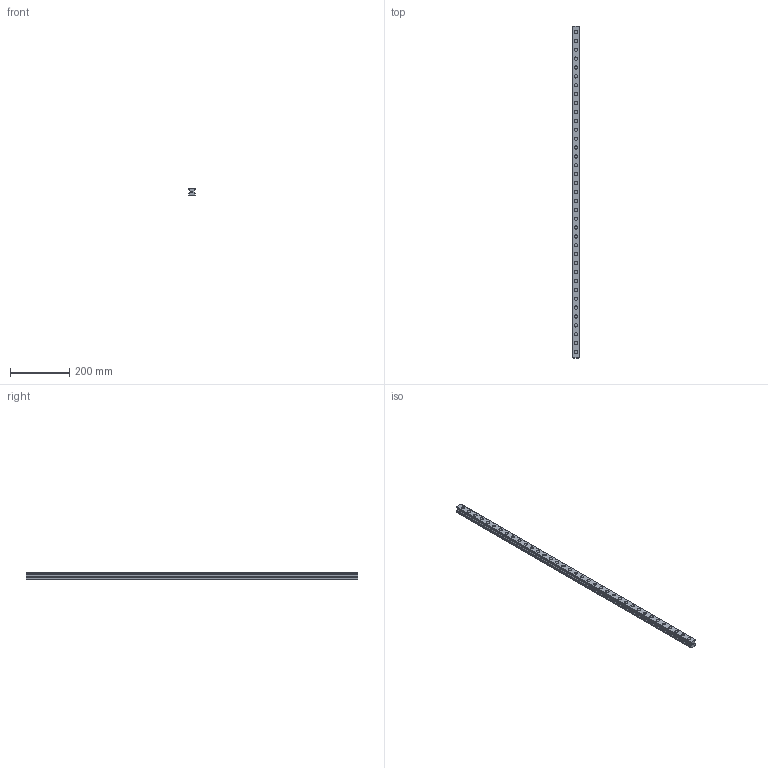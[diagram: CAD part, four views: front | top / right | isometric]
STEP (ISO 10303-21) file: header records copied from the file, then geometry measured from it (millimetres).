
FILE_DESCRIPTION(('STEP AP214'),'1');
FILE_NAME('cctmp_58AF310D-AEEF-42F6-8A3E-E2C52CC088BD_2021_03_11_09_41_28_0738..stp','2021-03-11T08:41:29',('HIWIN GmbH'),('CADClick - www.CADClick.com'),'Spatial InterOp 3D',' ','unknown authorization');
FILE_SCHEMA(('AUTOMOTIVE_DESIGN'));
Length unit declared in the file: millimetre
Products named in the file (1): RGR25R1120H_FILE
Bounding box: 23 x 1120 x 23.6 mm (x, y, z)
Volume: 449584.1 mm3; surface area: 139303 mm2
Topology: 1 solids, 1 shells, 450 faces, 999 edges, 666 vertices
Faces by surface type: cylinder 240, plane 210
Entity records: 16267 total; most frequent: DIRECTION 2381, CARTESIAN_POINT 2116, ORIENTED_EDGE 1998, EDGE_CURVE 999, AXIS2_PLACEMENT_3D 931, VERTEX_POINT 666, EDGE_LOOP 565, LINE 519
